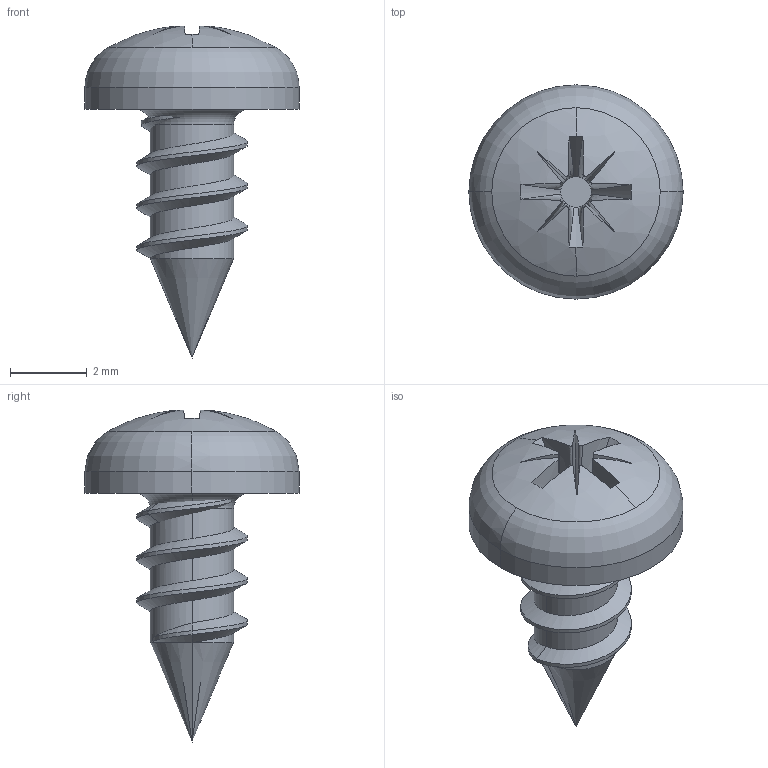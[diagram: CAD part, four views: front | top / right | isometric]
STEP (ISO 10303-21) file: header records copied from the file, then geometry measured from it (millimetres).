
FILE_DESCRIPTION (( 'STEP AP214' ), '1' );
FILE_NAME ('TR Fastenings Ltd-2.9mmX6.5mm.STEP', '2022-06-24T11:49:31', ( '' ), ( '' ), 'SwSTEP 2.0', 'SolidWorks 2021', '' );
FILE_SCHEMA (( 'AUTOMOTIVE_DESIGN' ));
Length unit declared in the file: millimetre
Products named in the file (1): TR Fastenings Ltd-2.9mmX6.5mm
Bounding box: 5.6 x 5.6 x 8.68 mm (x, y, z)
Volume: 59.5 mm3; surface area: 156.3 mm2
Topology: 3 solids, 3 shells, 58 faces, 147 edges, 94 vertices
Faces by surface type: bspline 39, plane 7, cylinder 4, torus 4, cone 2, sphere 2
Entity records: 3010 total; most frequent: CARTESIAN_POINT 1884, ORIENTED_EDGE 290, EDGE_CURVE 145, B_SPLINE_CURVE_WITH_KNOTS 111, VERTEX_POINT 94, DIRECTION 90, EDGE_LOOP 59, ADVANCED_FACE 58
